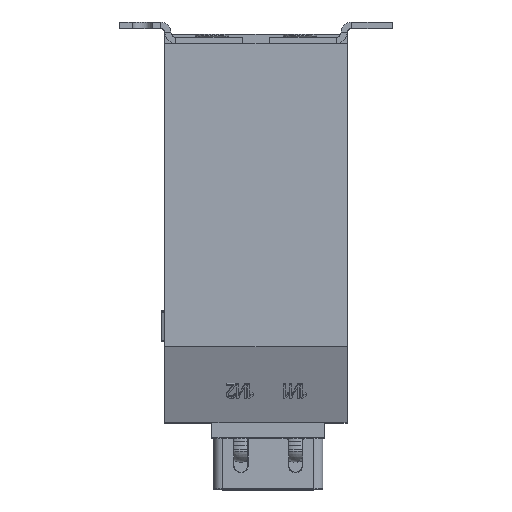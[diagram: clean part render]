
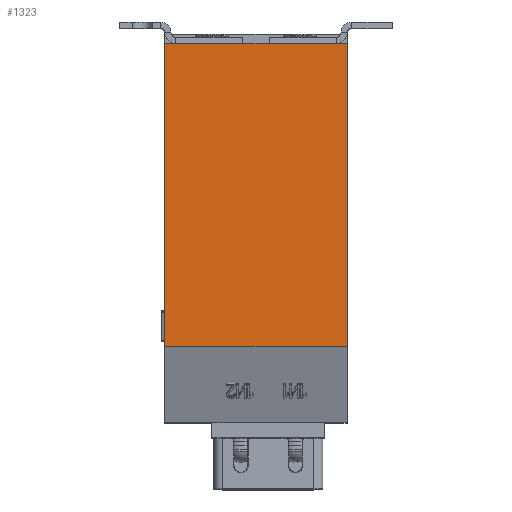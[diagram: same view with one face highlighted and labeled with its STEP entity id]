
A CAD part, top view. The second image highlights one B-rep face of the part: STEP entity #1323.
In plain terms, the highlighted planar face has unit normal (0, 0, 1).
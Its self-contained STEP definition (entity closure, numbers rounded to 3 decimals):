
#1323=ADVANCED_FACE('',(#10003),#10005,.T.);
#10003=FACE_BOUND('',#10004,.T.);
#10004=EDGE_LOOP('',(#17114,#17115,#17116,#17117));
#10005=PLANE('',#10006);
#10006=AXIS2_PLACEMENT_3D('',#10007,#10008,#10009);
#10007=CARTESIAN_POINT('',(0.,-45.,50.115));
#10008=DIRECTION('',(0.,0.,1.));
#10009=DIRECTION('',(0.,1.,0.));
#17114=ORIENTED_EDGE('',*,*,#22080,.T.);
#17115=ORIENTED_EDGE('',*,*,#22066,.T.);
#17116=ORIENTED_EDGE('',*,*,#22085,.F.);
#17117=ORIENTED_EDGE('',*,*,#22159,.F.);
#22066=EDGE_CURVE('',#24600,#24605,#24607,.T.);
#22080=EDGE_CURVE('',#24621,#24600,#24633,.F.);
#22085=EDGE_CURVE('',#24640,#24605,#24642,.T.);
#22159=EDGE_CURVE('',#24621,#24640,#24785,.T.);
#24600=VERTEX_POINT('',#28821);
#24605=VERTEX_POINT('',#28830);
#24607=LINE('',#28834,#28835);
#24621=VERTEX_POINT('',#28868);
#24633=LINE('',#28894,#28895);
#24640=VERTEX_POINT('',#28910);
#24642=LINE('',#28914,#28915);
#24785=LINE('',#29256,#29257);
#28821=CARTESIAN_POINT('',(-30.,55.,50.115));
#28830=CARTESIAN_POINT('',(-90.,55.,50.115));
#28834=CARTESIAN_POINT('',(-30.,55.,50.115));
#28835=VECTOR('',#28836,1.);
#28836=DIRECTION('',(-1.,0.,0.));
#28868=CARTESIAN_POINT('',(-30.,-45.,50.115));
#28894=CARTESIAN_POINT('',(-30.,55.,50.115));
#28895=VECTOR('',#28896,1.);
#28896=DIRECTION('',(0.,-1.,0.));
#28910=CARTESIAN_POINT('',(-90.,-45.,50.115));
#28914=CARTESIAN_POINT('',(-90.,-45.,50.115));
#28915=VECTOR('',#28916,1.);
#28916=DIRECTION('',(0.,1.,0.));
#29256=CARTESIAN_POINT('',(-30.,-45.,50.115));
#29257=VECTOR('',#29258,1.);
#29258=DIRECTION('',(-1.,0.,0.));
